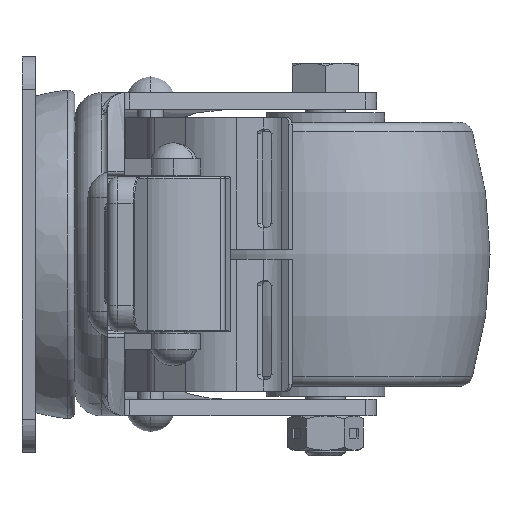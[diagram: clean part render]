
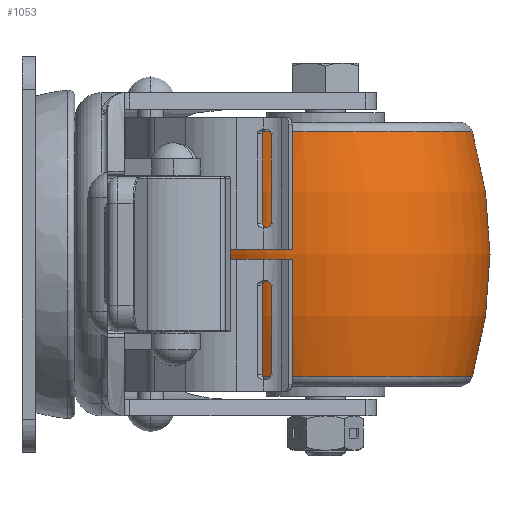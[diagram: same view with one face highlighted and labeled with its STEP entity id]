
A CAD part, left-side view. The second image highlights one B-rep face of the part: STEP entity #1053.
In plain terms, the highlighted toroidal (fillet/blend) face has major radius 40 mm and minor radius 65 mm.
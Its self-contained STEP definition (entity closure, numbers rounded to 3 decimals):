
#149 = DIRECTION ( 'NONE',  ( 0.195, -0.981, 0. ) ) ;
#1053 = ADVANCED_FACE ( 'NONE', ( #26079 ), #25123, .T. ) ;
#1323 = DIRECTION ( 'NONE',  ( -0.981, -0.195, 0. ) ) ;
#2445 = CIRCLE ( 'NONE', #8670, 65. ) ;
#2660 = CARTESIAN_POINT ( 'NONE',  ( -26., -46., 0. ) ) ;
#3501 = ORIENTED_EDGE ( 'NONE', *, *, #7626, .T. ) ;
#3687 = DIRECTION ( 'NONE',  ( 0., 0., 1. ) ) ;
#4463 = EDGE_CURVE ( 'NONE', #24902, #23516, #2445, .T. ) ;
#6594 = DIRECTION ( 'NONE',  ( -0.195, 0.981, 0. ) ) ;
#7321 = DIRECTION ( 'NONE',  ( 0., 0., 1. ) ) ;
#7626 = EDGE_CURVE ( 'NONE', #10904, #24902, #13372, .T. ) ;
#8670 = AXIS2_PLACEMENT_3D ( 'NONE', #21202, #1323, #10277 ) ;
#10277 = DIRECTION ( 'NONE',  ( 0.195, -0.981, 0. ) ) ;
#10406 = CARTESIAN_POINT ( 'NONE',  ( -30.338, -24.136, 18.571 ) ) ;
#10488 = AXIS2_PLACEMENT_3D ( 'NONE', #2660, #7321, #149 ) ;
#10733 = EDGE_CURVE ( 'NONE', #10904, #14331, #17399, .T. ) ;
#10904 = VERTEX_POINT ( 'NONE', #15288 ) ;
#11792 = EDGE_CURVE ( 'NONE', #14331, #23516, #19880, .T. ) ;
#12745 = DIRECTION ( 'NONE',  ( 0.195, -0.981, 0. ) ) ;
#12799 = AXIS2_PLACEMENT_3D ( 'NONE', #16727, #27567, #14521 ) ;
#13228 = ORIENTED_EDGE ( 'NONE', *, *, #11792, .F. ) ;
#13372 = CIRCLE ( 'NONE', #21383, 22.29 ) ;
#14331 = VERTEX_POINT ( 'NONE', #10406 ) ;
#14521 = DIRECTION ( 'NONE',  ( 0.195, -0.981, 0. ) ) ;
#15288 = CARTESIAN_POINT ( 'NONE',  ( -30.338, -24.136, -18.571 ) ) ;
#15385 = CARTESIAN_POINT ( 'NONE',  ( -26., -46., -18.571 ) ) ;
#16727 = CARTESIAN_POINT ( 'NONE',  ( -26., -46., 18.571 ) ) ;
#16924 = AXIS2_PLACEMENT_3D ( 'NONE', #18086, #27309, #6594 ) ;
#17399 = CIRCLE ( 'NONE', #16924, 65. ) ;
#18086 = CARTESIAN_POINT ( 'NONE',  ( -18.216, -85.235, 0. ) ) ;
#19291 = CARTESIAN_POINT ( 'NONE',  ( -21.662, -67.864, -18.571 ) ) ;
#19595 = CARTESIAN_POINT ( 'NONE',  ( -21.662, -67.864, 18.571 ) ) ;
#19880 = CIRCLE ( 'NONE', #12799, 22.29 ) ;
#21202 = CARTESIAN_POINT ( 'NONE',  ( -33.784, -6.765, 0. ) ) ;
#21383 = AXIS2_PLACEMENT_3D ( 'NONE', #15385, #3687, #12745 ) ;
#23516 = VERTEX_POINT ( 'NONE', #19595 ) ;
#24145 = ORIENTED_EDGE ( 'NONE', *, *, #10733, .F. ) ;
#24902 = VERTEX_POINT ( 'NONE', #19291 ) ;
#25123 = TOROIDAL_SURFACE ( 'NONE', #10488, -40., 65. ) ;
#26079 = FACE_OUTER_BOUND ( 'NONE', #29069, .T. ) ;
#26517 = ORIENTED_EDGE ( 'NONE', *, *, #4463, .T. ) ;
#27309 = DIRECTION ( 'NONE',  ( 0.981, 0.195, 0. ) ) ;
#27567 = DIRECTION ( 'NONE',  ( 0., 0., 1. ) ) ;
#29069 = EDGE_LOOP ( 'NONE', ( #24145, #3501, #26517, #13228 ) ) ;
